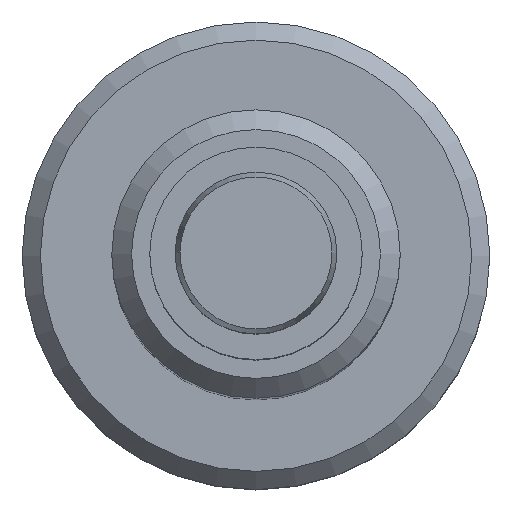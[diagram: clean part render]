
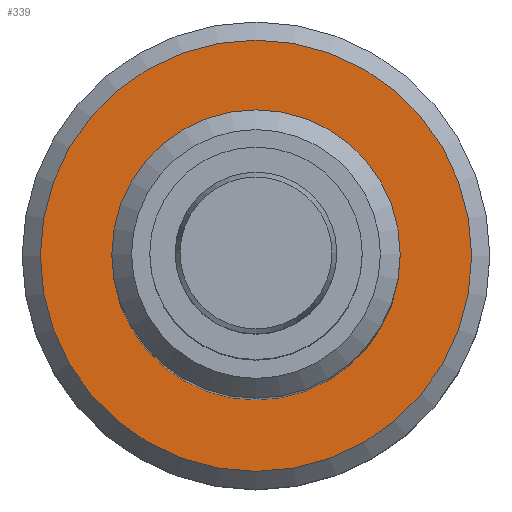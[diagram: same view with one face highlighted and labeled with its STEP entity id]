
A CAD part, top view. The second image highlights one B-rep face of the part: STEP entity #339.
In plain terms, the highlighted planar face has unit normal (0, 0, 1).
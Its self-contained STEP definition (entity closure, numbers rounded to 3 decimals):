
#4 = AXIS2_PLACEMENT_3D ( 'NONE', #288, #422, #412 ) ;
#49 = EDGE_CURVE ( 'NONE', #454, #454, #486, .T. ) ;
#64 = CARTESIAN_POINT ( 'NONE',  ( 0., 0., -86.7 ) ) ;
#88 = ORIENTED_EDGE ( 'NONE', *, *, #417, .T. ) ;
#140 = CARTESIAN_POINT ( 'NONE',  ( -11.875, 0., -86.7 ) ) ;
#142 = CARTESIAN_POINT ( 'NONE',  ( 0., 0., -86.7 ) ) ;
#145 = AXIS2_PLACEMENT_3D ( 'NONE', #64, #507, #431 ) ;
#156 = DIRECTION ( 'NONE',  ( -1., 0., 0. ) ) ;
#167 = EDGE_LOOP ( 'NONE', ( #88 ) ) ;
#202 = FACE_BOUND ( 'NONE', #446, .T. ) ;
#227 = CIRCLE ( 'NONE', #489, 11.875 ) ;
#288 = CARTESIAN_POINT ( 'NONE',  ( 0., 7.94, -86.7 ) ) ;
#339 = ADVANCED_FACE ( 'NONE', ( #502, #202 ), #362, .F. ) ;
#362 = PLANE ( 'NONE',  #4 ) ;
#377 = VERTEX_POINT ( 'NONE', #140 ) ;
#412 = DIRECTION ( 'NONE',  ( -1., 0., 0. ) ) ;
#413 = ORIENTED_EDGE ( 'NONE', *, *, #49, .F. ) ;
#417 = EDGE_CURVE ( 'NONE', #377, #377, #227, .T. ) ;
#422 = DIRECTION ( 'NONE',  ( 0., 0., -1. ) ) ;
#431 = DIRECTION ( 'NONE',  ( 1., 0., 0. ) ) ;
#435 = CARTESIAN_POINT ( 'NONE',  ( 7.94, 0., -86.7 ) ) ;
#446 = EDGE_LOOP ( 'NONE', ( #413 ) ) ;
#454 = VERTEX_POINT ( 'NONE', #435 ) ;
#471 = DIRECTION ( 'NONE',  ( 0., 0., 1. ) ) ;
#486 = CIRCLE ( 'NONE', #145, 7.94 ) ;
#489 = AXIS2_PLACEMENT_3D ( 'NONE', #142, #471, #156 ) ;
#502 = FACE_OUTER_BOUND ( 'NONE', #167, .T. ) ;
#507 = DIRECTION ( 'NONE',  ( 0., 0., 1. ) ) ;
